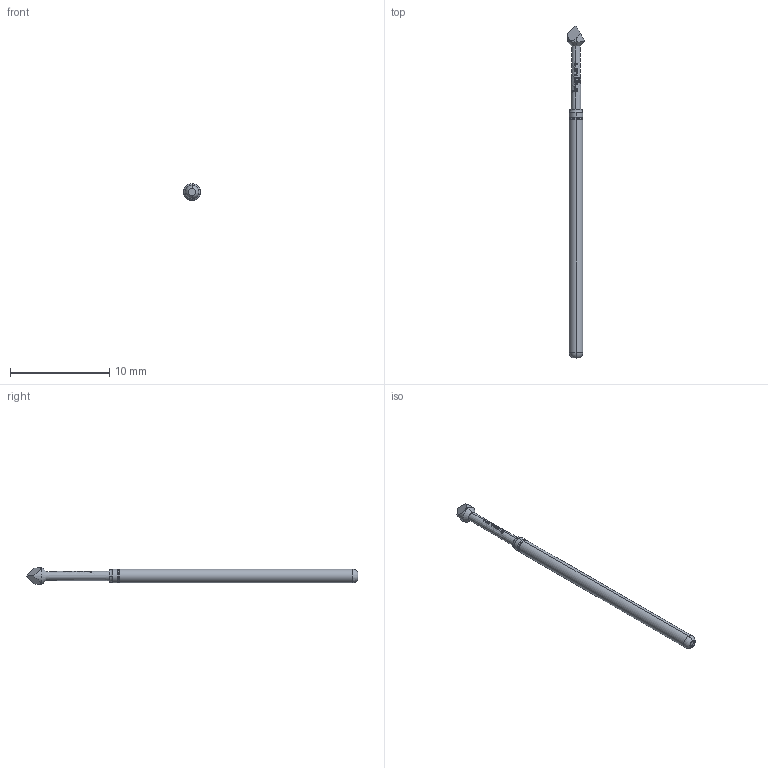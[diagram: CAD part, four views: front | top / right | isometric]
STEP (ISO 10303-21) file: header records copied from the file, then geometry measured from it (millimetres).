
FILE_DESCRIPTION (( 'STEP AP203' ), '1' );
FILE_NAME ('INGUN_GKS-100_307_170_A_xx00.STEP', '2021-10-29T08:56:03', ( 'ochi' ), ( '' ), 'SwSTEP 2.0', 'SolidWorks 2018', '' );
FILE_SCHEMA (( 'CONFIG_CONTROL_DESIGN' ));
Length unit declared in the file: millimetre
Products named in the file (1): INGUN_GKS-100_307_170_A_xx00
Bounding box: 1.7 x 33.4 x 1.7 mm (x, y, z)
Volume: 43.1 mm3; surface area: 136.5 mm2
Topology: 1 solids, 1 shells, 100 faces, 275 edges, 179 vertices
Faces by surface type: bspline 61, cone 16, torus 10, cylinder 8, plane 5
Entity records: 4303 total; most frequent: CARTESIAN_POINT 2254, ORIENTED_EDGE 550, EDGE_CURVE 275, B_SPLINE_CURVE_WITH_KNOTS 205, DIRECTION 185, VERTEX_POINT 179, EDGE_LOOP 102, FACE_OUTER_BOUND 100
